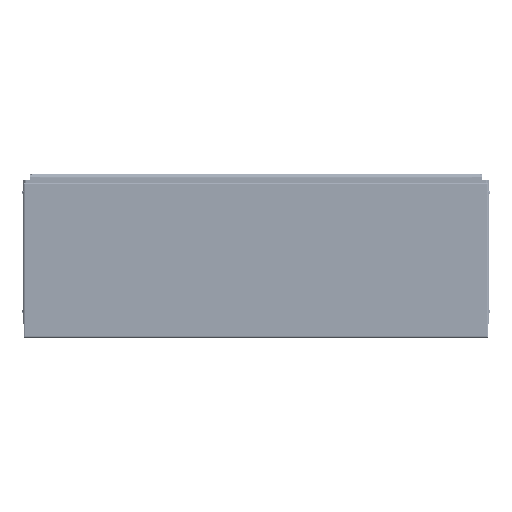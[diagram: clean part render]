
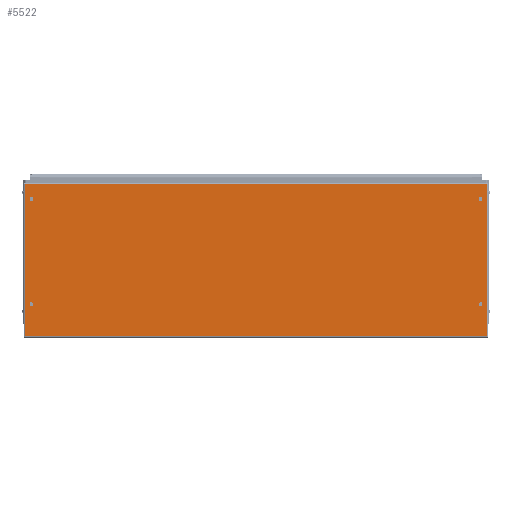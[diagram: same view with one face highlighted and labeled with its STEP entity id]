
A CAD part, top view. The second image highlights one B-rep face of the part: STEP entity #5522.
In plain terms, the highlighted face is planar.
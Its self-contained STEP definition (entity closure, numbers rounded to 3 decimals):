
#3102=FACE_BOUND('',#10853,.T.);
#3103=FACE_BOUND('',#10854,.T.);
#3104=FACE_BOUND('',#10855,.T.);
#3105=FACE_BOUND('',#10856,.T.);
#3106=FACE_BOUND('',#10857,.T.);
#4677=CIRCLE('',#42962,5.);
#4679=CIRCLE('',#42965,5.);
#4681=CIRCLE('',#42968,5.);
#4683=CIRCLE('',#42971,5.);
#5522=ADVANCED_FACE('F27',(#3102,#3103,#3104,#3105,#3106),#7498,.T.);
#7498=PLANE('',#42974);
#10853=EDGE_LOOP('',(#14793,#14794,#14795,#14796));
#10854=EDGE_LOOP('',(#14797));
#10855=EDGE_LOOP('',(#14798));
#10856=EDGE_LOOP('',(#14799));
#10857=EDGE_LOOP('',(#14800));
#14793=ORIENTED_EDGE('',*,*,#29552,.F.);
#14794=ORIENTED_EDGE('',*,*,#29553,.F.);
#14795=ORIENTED_EDGE('',*,*,#29554,.F.);
#14796=ORIENTED_EDGE('',*,*,#29555,.F.);
#14797=ORIENTED_EDGE('',*,*,#29550,.T.);
#14798=ORIENTED_EDGE('',*,*,#29547,.T.);
#14799=ORIENTED_EDGE('',*,*,#29544,.T.);
#14800=ORIENTED_EDGE('',*,*,#29541,.T.);
#25846=VERTEX_POINT('',#55531);
#25848=VERTEX_POINT('',#55539);
#25850=VERTEX_POINT('',#55546);
#25852=VERTEX_POINT('',#55555);
#25854=VERTEX_POINT('',#55562);
#25855=VERTEX_POINT('',#55567);
#25856=VERTEX_POINT('',#55569);
#25857=VERTEX_POINT('',#55571);
#29541=EDGE_CURVE('E108',#25848,#25848,#4677,.T.);
#29544=EDGE_CURVE('E107',#25850,#25850,#4679,.T.);
#29547=EDGE_CURVE('E106',#25852,#25852,#4681,.T.);
#29550=EDGE_CURVE('E105',#25854,#25854,#4683,.T.);
#29552=EDGE_CURVE('E88',#25846,#25855,#35064,.T.);
#29553=EDGE_CURVE('E68',#25856,#25846,#35065,.T.);
#29554=EDGE_CURVE('E80',#25857,#25856,#35066,.T.);
#29555=EDGE_CURVE('E62',#25855,#25857,#35067,.T.);
#35064=LINE('',#55566,#39012);
#35065=LINE('',#55568,#39013);
#35066=LINE('',#55570,#39014);
#35067=LINE('',#55572,#39015);
#39012=VECTOR('',#45792,1.);
#39013=VECTOR('',#45793,1.);
#39014=VECTOR('',#45794,1.);
#39015=VECTOR('',#45795,1.);
#42962=AXIS2_PLACEMENT_3D('',#55540,#45768,#45769);
#42965=AXIS2_PLACEMENT_3D('',#55547,#45774,#45775);
#42968=AXIS2_PLACEMENT_3D('',#55556,#45780,#45781);
#42971=AXIS2_PLACEMENT_3D('',#55563,#45786,#45787);
#42974=AXIS2_PLACEMENT_3D('',#55573,#45796,#45797);
#45768=DIRECTION('',(0.,-1.,0.));
#45769=DIRECTION('',(0.,0.,-1.));
#45774=DIRECTION('',(0.,-1.,0.));
#45775=DIRECTION('',(0.,0.,1.));
#45780=DIRECTION('',(0.,-1.,0.));
#45781=DIRECTION('',(0.,0.,-1.));
#45786=DIRECTION('',(0.,-1.,0.));
#45787=DIRECTION('',(0.,0.,1.));
#45792=DIRECTION('',(-1.,0.,0.));
#45793=DIRECTION('',(0.,0.,1.));
#45794=DIRECTION('',(1.,0.,0.));
#45795=DIRECTION('',(0.,0.,-1.));
#45796=DIRECTION('',(0.,1.,0.));
#45797=DIRECTION('',(0.,0.,1.));
#55531=CARTESIAN_POINT('',(389.209,-1357.554,-637.843));
#55539=CARTESIAN_POINT('',(372.709,-1357.554,-725.344));
#55540=CARTESIAN_POINT('',(372.709,-1357.554,-720.344));
#55546=CARTESIAN_POINT('',(-781.291,-1357.555,-725.344));
#55547=CARTESIAN_POINT('',(-781.291,-1357.554,-720.344));
#55555=CARTESIAN_POINT('',(372.709,-1357.554,-995.344));
#55556=CARTESIAN_POINT('',(372.709,-1357.554,-990.344));
#55562=CARTESIAN_POINT('',(-781.291,-1357.555,-995.344));
#55563=CARTESIAN_POINT('',(-781.291,-1357.554,-990.344));
#55566=CARTESIAN_POINT('',(-401.292,-1357.554,-637.843));
#55567=CARTESIAN_POINT('',(-797.791,-1357.554,-637.843));
#55568=CARTESIAN_POINT('',(389.209,-1357.554,-1027.844));
#55569=CARTESIAN_POINT('',(389.209,-1357.554,-1027.844));
#55570=CARTESIAN_POINT('',(392.708,-1357.554,-1027.844));
#55571=CARTESIAN_POINT('',(-797.791,-1357.554,-1027.844));
#55572=CARTESIAN_POINT('',(-797.791,-1357.554,-1027.844));
#55573=CARTESIAN_POINT('',(-397.791,-1357.554,-1027.844));
